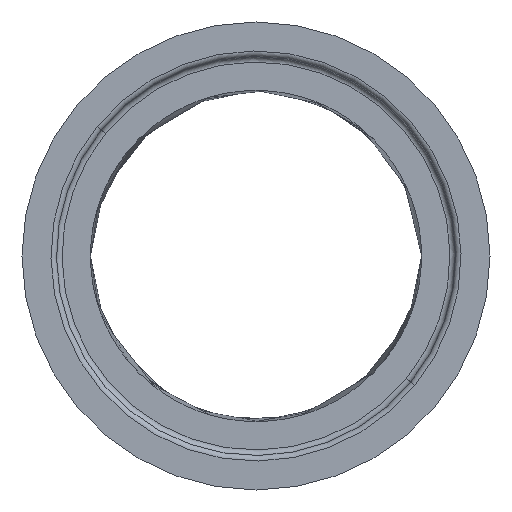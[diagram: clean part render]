
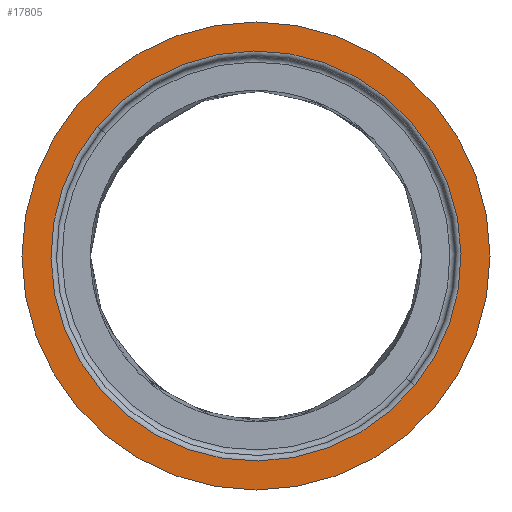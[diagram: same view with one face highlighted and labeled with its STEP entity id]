
A CAD part, front view. The second image highlights one B-rep face of the part: STEP entity #17805.
In plain terms, the highlighted face is planar.
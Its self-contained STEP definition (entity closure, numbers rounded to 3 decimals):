
#57 = CARTESIAN_POINT ( 'NONE',  ( -424., 0., -90. ) ) ;
#1991 = CARTESIAN_POINT ( 'NONE',  ( 287.774, 234.943, -90. ) ) ;
#2479 = DIRECTION ( 'NONE',  ( -1., 0., 0. ) ) ;
#2528 = ORIENTED_EDGE ( 'NONE', *, *, #10884, .T. ) ;
#4181 = DIRECTION ( 'NONE',  ( 0.775, 0.632, 0. ) ) ;
#4196 = DIRECTION ( 'NONE',  ( 0., 0., -1. ) ) ;
#4535 = FACE_OUTER_BOUND ( 'NONE', #16977, .T. ) ;
#4899 = CARTESIAN_POINT ( 'NONE',  ( 0., 0., -90. ) ) ;
#6027 = CIRCLE ( 'NONE', #19368, 371.5 ) ;
#6041 = DIRECTION ( 'NONE',  ( 1., 0., 0. ) ) ;
#6336 = ORIENTED_EDGE ( 'NONE', *, *, #19827, .T. ) ;
#6754 = DIRECTION ( 'NONE',  ( 0., 0., -1. ) ) ;
#7271 = VERTEX_POINT ( 'NONE', #1991 ) ;
#7531 = AXIS2_PLACEMENT_3D ( 'NONE', #18458, #13232, #6041 ) ;
#7740 = DIRECTION ( 'NONE',  ( 0., 0., 1. ) ) ;
#8232 = AXIS2_PLACEMENT_3D ( 'NONE', #8241, #22411, #4181 ) ;
#8241 = CARTESIAN_POINT ( 'NONE',  ( 0., 0., -90. ) ) ;
#8704 = EDGE_CURVE ( 'NONE', #7271, #20299, #14541, .T. ) ;
#10884 = EDGE_CURVE ( 'NONE', #20299, #7271, #6027, .T. ) ;
#11393 = CARTESIAN_POINT ( 'NONE',  ( 0., 0., -90. ) ) ;
#12709 = CIRCLE ( 'NONE', #14941, 424. ) ;
#12726 = AXIS2_PLACEMENT_3D ( 'NONE', #11393, #4196, #21961 ) ;
#12887 = FACE_BOUND ( 'NONE', #17040, .T. ) ;
#13232 = DIRECTION ( 'NONE',  ( 0., 0., 1. ) ) ;
#14541 = CIRCLE ( 'NONE', #8232, 371.5 ) ;
#14941 = AXIS2_PLACEMENT_3D ( 'NONE', #4899, #6754, #2479 ) ;
#15009 = VERTEX_POINT ( 'NONE', #57 ) ;
#15921 = EDGE_CURVE ( 'NONE', #22211, #15009, #12709, .T. ) ;
#16445 = CARTESIAN_POINT ( 'NONE',  ( 424., 0., -90. ) ) ;
#16977 = EDGE_LOOP ( 'NONE', ( #6336, #21718 ) ) ;
#17040 = EDGE_LOOP ( 'NONE', ( #19518, #2528 ) ) ;
#17805 = ADVANCED_FACE ( 'NONE', ( #12887, #4535 ), #18574, .F. ) ;
#18458 = CARTESIAN_POINT ( 'NONE',  ( 0., 0., -90. ) ) ;
#18574 = PLANE ( 'NONE',  #7531 ) ;
#19368 = AXIS2_PLACEMENT_3D ( 'NONE', #20166, #7740, #20625 ) ;
#19518 = ORIENTED_EDGE ( 'NONE', *, *, #8704, .T. ) ;
#19827 = EDGE_CURVE ( 'NONE', #15009, #22211, #22758, .T. ) ;
#20166 = CARTESIAN_POINT ( 'NONE',  ( 0., 0., -90. ) ) ;
#20299 = VERTEX_POINT ( 'NONE', #20996 ) ;
#20625 = DIRECTION ( 'NONE',  ( 0.775, 0.632, 0. ) ) ;
#20996 = CARTESIAN_POINT ( 'NONE',  ( -287.774, -234.943, -90. ) ) ;
#21718 = ORIENTED_EDGE ( 'NONE', *, *, #15921, .T. ) ;
#21961 = DIRECTION ( 'NONE',  ( -1., 0., 0. ) ) ;
#22211 = VERTEX_POINT ( 'NONE', #16445 ) ;
#22411 = DIRECTION ( 'NONE',  ( 0., 0., 1. ) ) ;
#22758 = CIRCLE ( 'NONE', #12726, 424. ) ;
